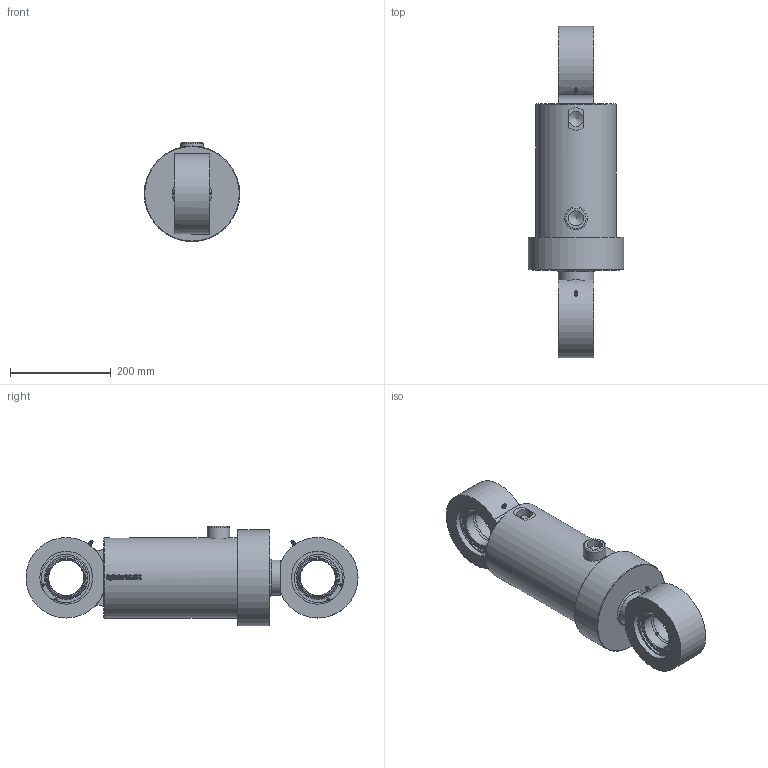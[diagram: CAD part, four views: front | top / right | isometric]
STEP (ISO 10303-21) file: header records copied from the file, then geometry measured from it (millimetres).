
FILE_DESCRIPTION((''),'2;1');
FILE_NAME('DVL140_70.stp','2010-01-22T11:12:58',('tribel'),(''),'Autodesk Inventor 2009','Autodesk Inventor 2009','');
FILE_SCHEMA(('AUTOMOTIVE_DESIGN { 1 0 10303 214 1 1 1 1 }'));
Length unit declared in the file: millimetre
Products named in the file (6): DVL140_70; DVL140_70_body; DVL140_70_stang; DVL140_70_Parameters; Klinkby.øye70.komplett; sveis
Assembly tree (7 placements, depth 2):
  DVL140_70
    DVL140_70_body
    DVL140_70_stang
    DVL140_70_Parameters
    Klinkby.øye70.komplett  x2
    sveis  x2
Bounding box: 190 x 660 x 197 mm (x, y, z)
Volume: 7079927.9 mm3; surface area: 697149.3 mm2
Topology: 6 solids, 7 shells, 677 faces, 1761 edges, 1149 vertices
Faces by surface type: plane 324, bspline 160, cylinder 117, cone 56, torus 13, sphere 7
Full cylindrical faces by diameter (mm): 3 x2, 3.5 x8, 5.714 x4, 6 x2, 6.95 x4, 45 x1, 70 x6, 105 x10, 109 x4, 140 x2, 160 x1, 190 x1
Entity records: 47331 total; most frequent: CARTESIAN_POINT 34826, ORIENTED_EDGE 2760, DIRECTION 1963, EDGE_CURVE 1382, VERTEX_POINT 939, AXIS2_PLACEMENT_3D 715, EDGE_LOOP 694, FACE_OUTER_BOUND 564
